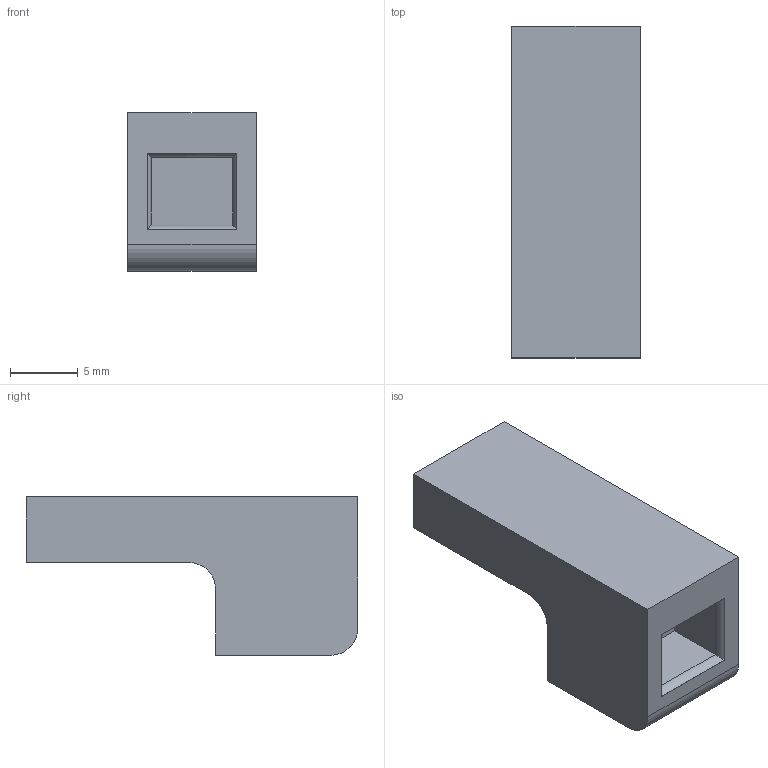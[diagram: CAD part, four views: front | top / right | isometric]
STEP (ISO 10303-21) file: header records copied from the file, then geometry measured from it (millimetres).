
FILE_DESCRIPTION(('HOOPS Exchange Step'),'2;1');
FILE_NAME('temp_export','2026-02-09T11:43:20-06:00',('mobile'),('Shapr3D Limited'),'HOOPS Exchange 2025.9','Shapr3D','Authorized');
FILE_SCHEMA( ('AP242_MANAGED_MODEL_BASED_3D_ENGINEERING_MIM_LF {1 0 10303 442 1 1 4}') );
Length unit declared in the file: millimetre
Products named in the file (5): Back; Charging Handle; Done; Rod Stop.step; root
Assembly tree (4 placements, depth 5):
  root
    Rod Stop.step
      Done
        Charging Handle
          Back
Bounding box: 9.5 x 24.5 x 11.7 mm (x, y, z)
Volume: 1660.6 mm3; surface area: 1158.5 mm2
Topology: 1 solids, 1 shells, 23 faces, 52 edges, 32 vertices
Faces by surface type: plane 17, cylinder 6
Entity records: 778 total; most frequent: CARTESIAN_POINT 141, DIRECTION 118, ORIENTED_EDGE 104, EDGE_CURVE 52, VECTOR 44, LINE 44, AXIS2_PLACEMENT_3D 37, VERTEX_POINT 32
